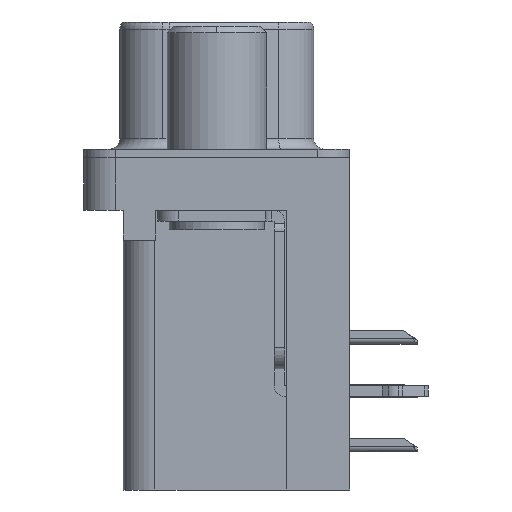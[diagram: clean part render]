
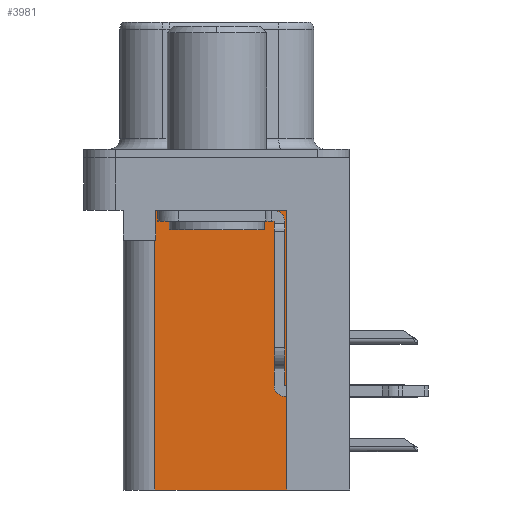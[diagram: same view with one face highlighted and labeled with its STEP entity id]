
A CAD part, left-side view. The second image highlights one B-rep face of the part: STEP entity #3981.
In plain terms, the highlighted planar face has unit normal (-1, 0, 0).
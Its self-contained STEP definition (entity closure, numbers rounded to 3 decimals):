
#1292 = LINE ( 'NONE', #12636, #10795 ) ;
#1657 = DIRECTION ( 'NONE',  ( 0., 0., 1. ) ) ;
#2194 = CARTESIAN_POINT ( 'NONE',  ( 3.765, 2.895, -2.5 ) ) ;
#2311 = ORIENTED_EDGE ( 'NONE', *, *, #16879, .F. ) ;
#2363 = ORIENTED_EDGE ( 'NONE', *, *, #9171, .T. ) ;
#2811 = VERTEX_POINT ( 'NONE', #22332 ) ;
#2968 = EDGE_CURVE ( 'NONE', #19820, #5304, #19854, .T. ) ;
#3981 = ADVANCED_FACE ( 'NONE', ( #16804 ), #7278, .F. ) ;
#4413 = VECTOR ( 'NONE', #20571, 1000. ) ;
#5304 = VERTEX_POINT ( 'NONE', #2194 ) ;
#5780 = DIRECTION ( 'NONE',  ( 0., 1., 0. ) ) ;
#5824 = ORIENTED_EDGE ( 'NONE', *, *, #23951, .T. ) ;
#6563 = CARTESIAN_POINT ( 'NONE',  ( 3.765, 2.895, -3.9 ) ) ;
#7278 = PLANE ( 'NONE',  #20066 ) ;
#7386 = CARTESIAN_POINT ( 'NONE',  ( 3.765, -3.295, -15.7 ) ) ;
#8689 = EDGE_CURVE ( 'NONE', #23752, #16681, #24579, .T. ) ;
#9171 = EDGE_CURVE ( 'NONE', #5304, #23752, #17056, .T. ) ;
#9489 = ORIENTED_EDGE ( 'NONE', *, *, #2968, .T. ) ;
#10795 = VECTOR ( 'NONE', #18185, 1000. ) ;
#10905 = VECTOR ( 'NONE', #16607, 1000. ) ;
#11109 = DIRECTION ( 'NONE',  ( 1., 0., 0. ) ) ;
#11920 = EDGE_LOOP ( 'NONE', ( #9489, #2363, #15976, #19505, #2311, #5824 ) ) ;
#12636 = CARTESIAN_POINT ( 'NONE',  ( 3.765, -3.295, -15.7 ) ) ;
#13058 = CARTESIAN_POINT ( 'NONE',  ( 3.765, 0., -3.9 ) ) ;
#13467 = LINE ( 'NONE', #14913, #18436 ) ;
#14076 = CARTESIAN_POINT ( 'NONE',  ( 3.765, -3.295, -2.5 ) ) ;
#14752 = CARTESIAN_POINT ( 'NONE',  ( 3.765, 2.895, -3.9 ) ) ;
#14913 = CARTESIAN_POINT ( 'NONE',  ( 3.765, 2.925, -15.7 ) ) ;
#15976 = ORIENTED_EDGE ( 'NONE', *, *, #8689, .T. ) ;
#16607 = DIRECTION ( 'NONE',  ( 0., 0., -1. ) ) ;
#16681 = VERTEX_POINT ( 'NONE', #19276 ) ;
#16804 = FACE_OUTER_BOUND ( 'NONE', #11920, .T. ) ;
#16879 = EDGE_CURVE ( 'NONE', #2811, #24494, #1292, .T. ) ;
#17026 = EDGE_CURVE ( 'NONE', #24494, #16681, #13467, .T. ) ;
#17056 = LINE ( 'NONE', #14752, #10905 ) ;
#17200 = LINE ( 'NONE', #7386, #21696 ) ;
#18185 = DIRECTION ( 'NONE',  ( 0., 1., 0. ) ) ;
#18436 = VECTOR ( 'NONE', #1657, 1000. ) ;
#18471 = CARTESIAN_POINT ( 'NONE',  ( 3.765, 2.925, -15.7 ) ) ;
#18956 = CARTESIAN_POINT ( 'NONE',  ( 3.765, -3.295, -2.5 ) ) ;
#19230 = VECTOR ( 'NONE', #5780, 1000. ) ;
#19276 = CARTESIAN_POINT ( 'NONE',  ( 3.765, 2.925, -3.9 ) ) ;
#19505 = ORIENTED_EDGE ( 'NONE', *, *, #17026, .F. ) ;
#19820 = VERTEX_POINT ( 'NONE', #14076 ) ;
#19854 = LINE ( 'NONE', #18956, #19230 ) ;
#20066 = AXIS2_PLACEMENT_3D ( 'NONE', #22425, #11109, #24355 ) ;
#20571 = DIRECTION ( 'NONE',  ( 0., 1., 0. ) ) ;
#21696 = VECTOR ( 'NONE', #24465, 1000. ) ;
#22332 = CARTESIAN_POINT ( 'NONE',  ( 3.765, -3.295, -15.7 ) ) ;
#22425 = CARTESIAN_POINT ( 'NONE',  ( 3.765, -3.295, -15.7 ) ) ;
#23752 = VERTEX_POINT ( 'NONE', #6563 ) ;
#23951 = EDGE_CURVE ( 'NONE', #2811, #19820, #17200, .T. ) ;
#24355 = DIRECTION ( 'NONE',  ( 0., 0., -1. ) ) ;
#24465 = DIRECTION ( 'NONE',  ( 0., 0., 1. ) ) ;
#24494 = VERTEX_POINT ( 'NONE', #18471 ) ;
#24579 = LINE ( 'NONE', #13058, #4413 ) ;
